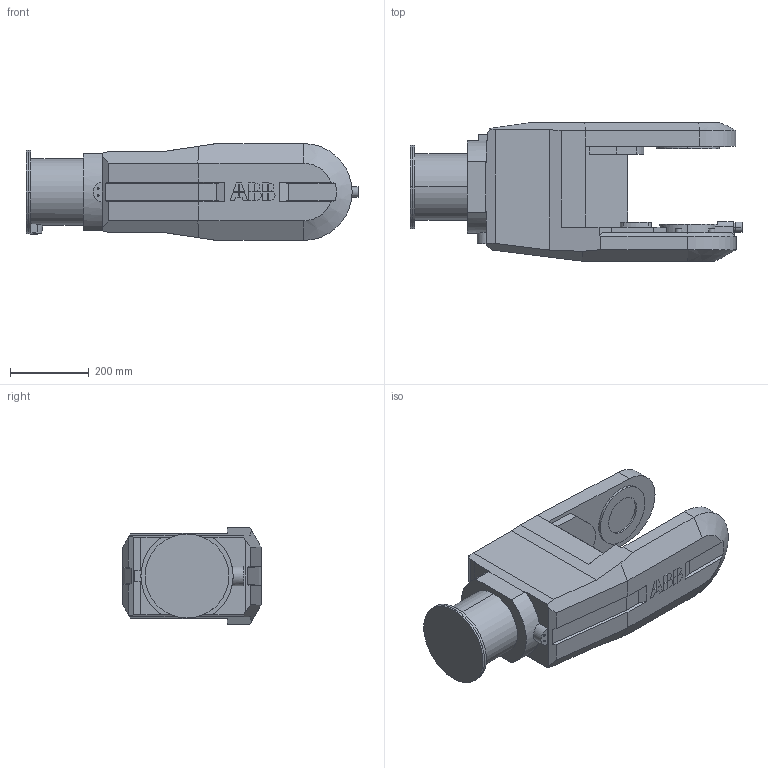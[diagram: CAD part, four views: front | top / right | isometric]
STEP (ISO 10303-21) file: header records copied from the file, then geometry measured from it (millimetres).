
FILE_DESCRIPTION (( 'STEP AP214' ), '1' );
FILE_NAME ('IRB6620LX_150-190_LINK4_CAD_rev03.STEP', '2016-12-02T09:57:18', ( 'ABB' ), ( 'ABB' ), 'SwSTEP 2.0', 'SolidWorks 2014', '' );
FILE_SCHEMA (( 'AUTOMOTIVE_DESIGN' ));
Length unit declared in the file: millimetre
Products named in the file (1): IRB6620LX_150-190_LINK4_CAD_rev03
Bounding box: 843 x 353.3 x 246 mm (x, y, z)
Volume: 36150536.4 mm3; surface area: 1007492.5 mm2
Topology: 3 solids, 3 shells, 383 faces, 1061 edges, 697 vertices
Faces by surface type: plane 323, cylinder 56, cone 4
Entity records: 14902 total; most frequent: CARTESIAN_POINT 2668, ORIENTED_EDGE 2122, DIRECTION 1914, EDGE_CURVE 1061, VECTOR 892, LINE 892, VERTEX_POINT 697, AXIS2_PLACEMENT_3D 511
